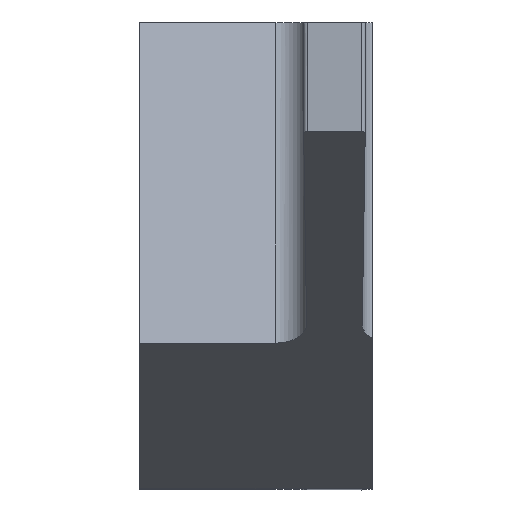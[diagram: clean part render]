
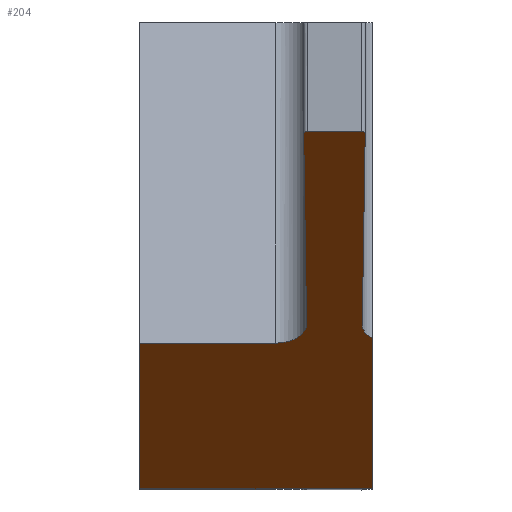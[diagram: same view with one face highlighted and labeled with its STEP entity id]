
A CAD part, top view. The second image highlights one B-rep face of the part: STEP entity #204.
In plain terms, the highlighted planar face has unit normal (0, -0.819, 0.574).
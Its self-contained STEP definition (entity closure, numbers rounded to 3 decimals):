
#4 = EDGE_CURVE ( 'NONE', #533, #366, #750, .T. ) ;
#13 = CARTESIAN_POINT ( 'NONE',  ( 2.151, -0.886, 3.965 ) ) ;
#15 = LINE ( 'NONE', #257, #66 ) ;
#18 = CARTESIAN_POINT ( 'NONE',  ( 2.139, 1.589, 7.5 ) ) ;
#29 = CARTESIAN_POINT ( 'NONE',  ( 2.91, 1.824, 7.835 ) ) ;
#30 = CARTESIAN_POINT ( 'NONE',  ( 0., 1.824, 7.835 ) ) ;
#36 = EDGE_CURVE ( 'NONE', #312, #533, #603, .T. ) ;
#39 =( BOUNDED_CURVE ( )  B_SPLINE_CURVE ( 3, ( #414, #18, #469, #530 ),
 .UNSPECIFIED., .F., .F. ) 
 B_SPLINE_CURVE_WITH_KNOTS ( ( 4, 4 ),
 ( 3.142, 4.315 ),
 .UNSPECIFIED. ) 
 CURVE ( )  GEOMETRIC_REPRESENTATION_ITEM ( )  RATIONAL_B_SPLINE_CURVE ( ( 1., 0.888, 0.888, 1. ) ) 
 REPRESENTATION_ITEM ( '' )  );
#41 = CARTESIAN_POINT ( 'NONE',  ( 2.151, -0.886, 3.965 ) ) ;
#48 = DIRECTION ( 'NONE',  ( 0., -0.574, -0.819 ) ) ;
#54 = CARTESIAN_POINT ( 'NONE',  ( 3., 1.824, 7.835 ) ) ;
#61 = EDGE_CURVE ( 'NONE', #405, #721, #74, .T. ) ;
#66 = VECTOR ( 'NONE', #744, 1000. ) ;
#74 =( BOUNDED_CURVE ( )  B_SPLINE_CURVE ( 3, ( #429, #237, #225, #593 ),
 .UNSPECIFIED., .F., .F. ) 
 B_SPLINE_CURVE_WITH_KNOTS ( ( 4, 4 ),
 ( 1.968, 3.142 ),
 .UNSPECIFIED. ) 
 CURVE ( )  GEOMETRIC_REPRESENTATION_ITEM ( )  RATIONAL_B_SPLINE_CURVE ( ( 1., 0.888, 0.888, 1. ) ) 
 REPRESENTATION_ITEM ( '' )  );
#75 = VERTEX_POINT ( 'NONE', #105 ) ;
#81 = VERTEX_POINT ( 'NONE', #172 ) ;
#83 = CARTESIAN_POINT ( 'NONE',  ( 2.906, 1.568, 7.469 ) ) ;
#85 = DIRECTION ( 'NONE',  ( 0., -0.574, -0.819 ) ) ;
#91 = DIRECTION ( 'NONE',  ( 0.009, -0.574, -0.819 ) ) ;
#103 = CARTESIAN_POINT ( 'NONE',  ( 2.914, -1.023, 3.77 ) ) ;
#105 = CARTESIAN_POINT ( 'NONE',  ( 2.16, 1.589, 7.5 ) ) ;
#133 = VECTOR ( 'NONE', #91, 1000. ) ;
#142 = CARTESIAN_POINT ( 'NONE',  ( 3., 1.824, 7.835 ) ) ;
#144 = DIRECTION ( 'NONE',  ( 0.009, 0.574, 0.819 ) ) ;
#147 = ORIENTED_EDGE ( 'NONE', *, *, #323, .T. ) ;
#148 = EDGE_CURVE ( 'NONE', #170, #81, #653, .T. ) ;
#149 = LINE ( 'NONE', #698, #133 ) ;
#156 = CARTESIAN_POINT ( 'NONE',  ( 1.755, -1.128, 3.619 ) ) ;
#157 = EDGE_CURVE ( 'NONE', #610, #312, #457, .T. ) ;
#170 = VERTEX_POINT ( 'NONE', #201 ) ;
#172 = CARTESIAN_POINT ( 'NONE',  ( 3., -3., 0.946 ) ) ;
#174 = CARTESIAN_POINT ( 'NONE',  ( 2.114, 1.568, 7.469 ) ) ;
#176 = CARTESIAN_POINT ( 'NONE',  ( 3.045, -1.122, 3.628 ) ) ;
#192 = CARTESIAN_POINT ( 'NONE',  ( 2.869, -0.889, 3.96 ) ) ;
#197 = VECTOR ( 'NONE', #489, 1000. ) ;
#199 = VECTOR ( 'NONE', #658, 1000. ) ;
#200 = CARTESIAN_POINT ( 'NONE',  ( 3., 1.589, 7.5 ) ) ;
#201 = CARTESIAN_POINT ( 'NONE',  ( 3., -1.069, 3.703 ) ) ;
#204 = ADVANCED_FACE ( 'NONE', ( #618 ), #388, .F. ) ;
#205 = ORIENTED_EDGE ( 'NONE', *, *, #349, .T. ) ;
#225 = CARTESIAN_POINT ( 'NONE',  ( 2.881, 1.589, 7.5 ) ) ;
#228 = CARTESIAN_POINT ( 'NONE',  ( 0., -1.137, 3.607 ) ) ;
#229 = CARTESIAN_POINT ( 'NONE',  ( 1.755, -1.128, 3.619 ) ) ;
#230 = VERTEX_POINT ( 'NONE', #192 ) ;
#237 = CARTESIAN_POINT ( 'NONE',  ( 2.898, 1.581, 7.488 ) ) ;
#249 = EDGE_LOOP ( 'NONE', ( #717, #760, #147, #454, #283, #632, #501, #450, #641, #205, #331 ) ) ;
#257 = CARTESIAN_POINT ( 'NONE',  ( 3., -3., 0.946 ) ) ;
#283 = ORIENTED_EDGE ( 'NONE', *, *, #36, .T. ) ;
#288 = CARTESIAN_POINT ( 'NONE',  ( 2.154, -1.027, 3.764 ) ) ;
#301 = EDGE_CURVE ( 'NONE', #81, #366, #15, .T. ) ;
#312 = VERTEX_POINT ( 'NONE', #156 ) ;
#323 = EDGE_CURVE ( 'NONE', #434, #610, #149, .T. ) ;
#327 = VECTOR ( 'NONE', #48, 1000. ) ;
#331 = ORIENTED_EDGE ( 'NONE', *, *, #61, .T. ) ;
#349 = EDGE_CURVE ( 'NONE', #230, #405, #643, .T. ) ;
#366 = VERTEX_POINT ( 'NONE', #523 ) ;
#388 = PLANE ( 'NONE',  #431 ) ;
#393 = DIRECTION ( 'NONE',  ( 0., 0.819, -0.574 ) ) ;
#394 = CARTESIAN_POINT ( 'NONE',  ( 2.867, -0.959, 3.861 ) ) ;
#405 = VERTEX_POINT ( 'NONE', #83 ) ;
#414 = CARTESIAN_POINT ( 'NONE',  ( 2.16, 1.589, 7.5 ) ) ;
#420 = VECTOR ( 'NONE', #144, 1000. ) ;
#429 = CARTESIAN_POINT ( 'NONE',  ( 2.906, 1.568, 7.469 ) ) ;
#431 = AXIS2_PLACEMENT_3D ( 'NONE', #142, #393, #441 ) ;
#434 = VERTEX_POINT ( 'NONE', #174 ) ;
#441 = DIRECTION ( 'NONE',  ( 0., 0.574, 0.819 ) ) ;
#448 = CARTESIAN_POINT ( 'NONE',  ( 2.869, -0.889, 3.96 ) ) ;
#450 = ORIENTED_EDGE ( 'NONE', *, *, #148, .F. ) ;
#454 = ORIENTED_EDGE ( 'NONE', *, *, #157, .T. ) ;
#457 =( BOUNDED_CURVE ( )  B_SPLINE_CURVE ( 3, ( #41, #288, #770, #229 ),
 .UNSPECIFIED., .F., .F. ) 
 B_SPLINE_CURVE_WITH_KNOTS ( ( 4, 4 ),
 ( 4.703, 6.275 ),
 .UNSPECIFIED. ) 
 CURVE ( )  GEOMETRIC_REPRESENTATION_ITEM ( )  RATIONAL_B_SPLINE_CURVE ( ( 1., 0.805, 0.805, 1. ) ) 
 REPRESENTATION_ITEM ( '' )  );
#469 = CARTESIAN_POINT ( 'NONE',  ( 2.122, 1.581, 7.488 ) ) ;
#489 = DIRECTION ( 'NONE',  ( 1., 0., 0. ) ) ;
#501 = ORIENTED_EDGE ( 'NONE', *, *, #301, .F. ) ;
#523 = CARTESIAN_POINT ( 'NONE',  ( 0., -3., 0.946 ) ) ;
#530 = CARTESIAN_POINT ( 'NONE',  ( 2.114, 1.568, 7.469 ) ) ;
#533 = VERTEX_POINT ( 'NONE', #228 ) ;
#569 = EDGE_CURVE ( 'NONE', #75, #721, #669, .T. ) ;
#593 = CARTESIAN_POINT ( 'NONE',  ( 2.86, 1.589, 7.5 ) ) ;
#603 = LINE ( 'NONE', #176, #199 ) ;
#606 = VECTOR ( 'NONE', #85, 1000. ) ;
#610 = VERTEX_POINT ( 'NONE', #13 ) ;
#618 = FACE_OUTER_BOUND ( 'NONE', #249, .T. ) ;
#632 = ORIENTED_EDGE ( 'NONE', *, *, #4, .T. ) ;
#641 = ORIENTED_EDGE ( 'NONE', *, *, #686, .T. ) ;
#643 = LINE ( 'NONE', #29, #420 ) ;
#653 = LINE ( 'NONE', #54, #327 ) ;
#658 = DIRECTION ( 'NONE',  ( -1., -0.005, -0.007 ) ) ;
#659 = EDGE_CURVE ( 'NONE', #75, #434, #39, .T. ) ;
#669 = LINE ( 'NONE', #200, #197 ) ;
#686 = EDGE_CURVE ( 'NONE', #170, #230, #753, .T. ) ;
#698 = CARTESIAN_POINT ( 'NONE',  ( 2.11, 1.819, 7.828 ) ) ;
#701 = CARTESIAN_POINT ( 'NONE',  ( 2.86, 1.589, 7.5 ) ) ;
#717 = ORIENTED_EDGE ( 'NONE', *, *, #569, .F. ) ;
#721 = VERTEX_POINT ( 'NONE', #701 ) ;
#744 = DIRECTION ( 'NONE',  ( -1., 0., 0. ) ) ;
#750 = LINE ( 'NONE', #30, #606 ) ;
#753 =( BOUNDED_CURVE ( )  B_SPLINE_CURVE ( 3, ( #761, #103, #394, #448 ),
 .UNSPECIFIED., .F., .F. ) 
 B_SPLINE_CURVE_WITH_KNOTS ( ( 4, 4 ),
 ( 0.736, 1.58 ),
 .UNSPECIFIED. ) 
 CURVE ( )  GEOMETRIC_REPRESENTATION_ITEM ( )  RATIONAL_B_SPLINE_CURVE ( ( 1., 0.942, 0.942, 1. ) ) 
 REPRESENTATION_ITEM ( '' )  );
#760 = ORIENTED_EDGE ( 'NONE', *, *, #659, .T. ) ;
#761 = CARTESIAN_POINT ( 'NONE',  ( 3., -1.069, 3.703 ) ) ;
#770 = CARTESIAN_POINT ( 'NONE',  ( 1.989, -1.127, 3.621 ) ) ;
